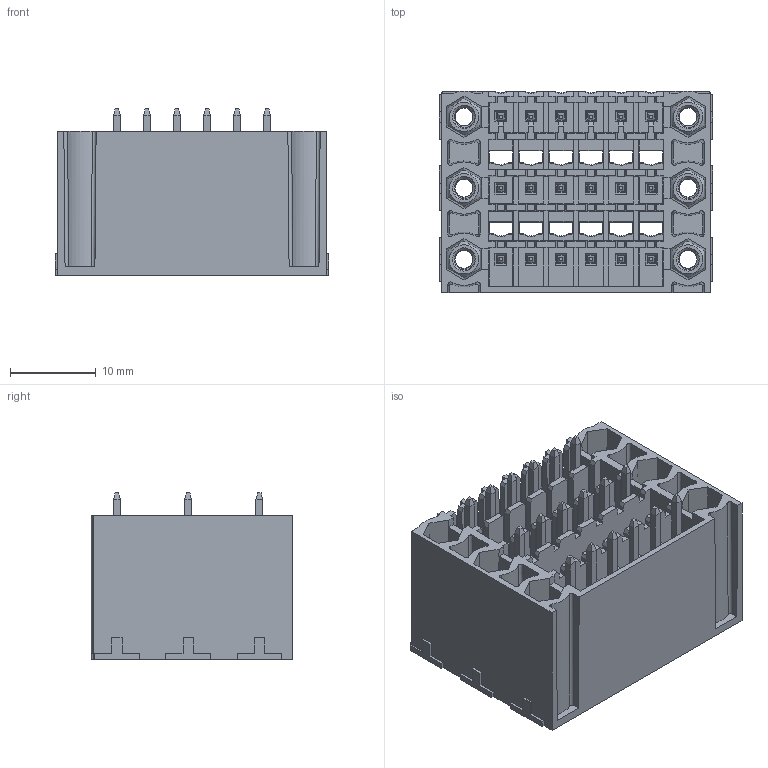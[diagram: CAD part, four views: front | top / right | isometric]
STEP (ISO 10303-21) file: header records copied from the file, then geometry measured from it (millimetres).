
FILE_DESCRIPTION( ('This file contains a STEP AP42 implementation' ,'as created by ZW3D STEP Interface translator.') ,'2;1' );
FILE_NAME( 'WJ15EDGVH3M-3.5-06P.stp' ,'24 123.152830', (''), ('ZWCAD Software Co.'), 'Version 1.0', 'ZW3D to STEP translator', '' );
FILE_SCHEMA(('AUTOMOTIVE_DESIGN'));
Length unit declared in the file: millimetre
Products named in the file (2): 0; wj15edgvh3m-350
Bounding box: 31.9 x 23.5 x 19.4 mm (x, y, z)
Volume: 5361.2 mm3; surface area: 13826.9 mm2
Topology: 25 solids, 25 shells, 2484 faces, 6825 edges, 4413 vertices
Faces by surface type: bspline 2484
Entity records: 111476 total; most frequent: CARTESIAN_POINT 68302, ORIENTED_EDGE 13650, EDGE_CURVE 6825, B_SPLINE_CURVE_WITH_KNOTS 6007, VERTEX_POINT 4413, EDGE_LOOP 2590, FACE_OUTER_BOUND 2484, ADVANCED_FACE 2484
